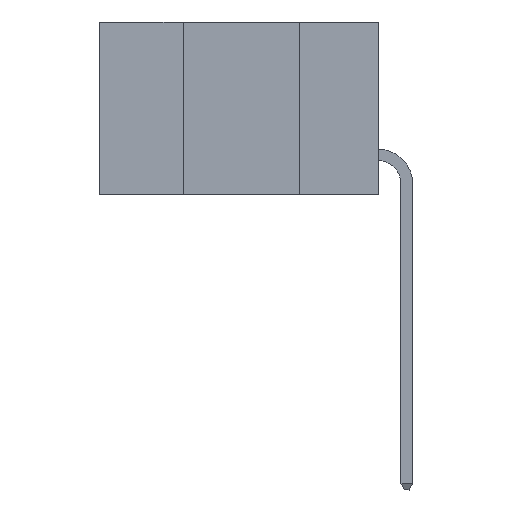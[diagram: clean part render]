
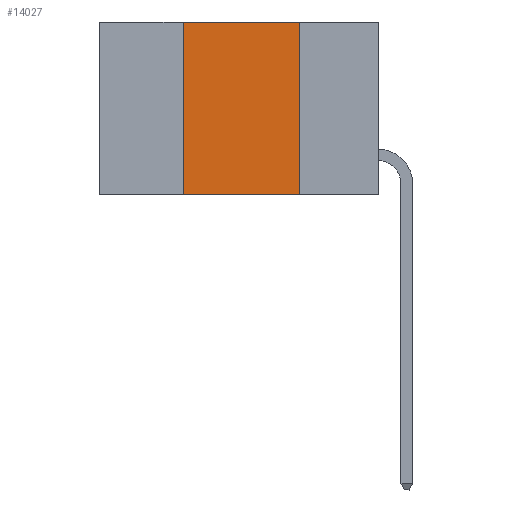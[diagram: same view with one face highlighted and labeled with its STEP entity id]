
A CAD part, left-side view. The second image highlights one B-rep face of the part: STEP entity #14027.
In plain terms, the highlighted planar face has unit normal (-1, 0, 0).
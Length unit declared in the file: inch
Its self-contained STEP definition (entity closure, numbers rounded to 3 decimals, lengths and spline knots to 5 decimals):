
#701 = CARTESIAN_POINT ( 'NONE',  ( 0., 0.17, 0. ) ) ;
#1606 = LINE ( 'NONE', #5529, #4785 ) ;
#2026 = DIRECTION ( 'NONE',  ( 0., 0., 1. ) ) ;
#2603 = VECTOR ( 'NONE', #2026, 39.37008 ) ;
#2740 = EDGE_CURVE ( 'NONE', #21566, #13829, #22469, .T. ) ;
#2884 = VERTEX_POINT ( 'NONE', #701 ) ;
#4108 = FACE_OUTER_BOUND ( 'NONE', #10069, .T. ) ;
#4324 = ORIENTED_EDGE ( 'NONE', *, *, #15040, .F. ) ;
#4743 = VECTOR ( 'NONE', #8291, 39.37008 ) ;
#4785 = VECTOR ( 'NONE', #18372, 39.37008 ) ;
#5251 = CARTESIAN_POINT ( 'NONE',  ( 0., 0.42, 0. ) ) ;
#5529 = CARTESIAN_POINT ( 'NONE',  ( 0., 0.6, 0. ) ) ;
#6506 = DIRECTION ( 'NONE',  ( 1., 0., 0. ) ) ;
#8291 = DIRECTION ( 'NONE',  ( 0., 0., -1. ) ) ;
#8523 = CARTESIAN_POINT ( 'NONE',  ( 0., 0.6, -0.37 ) ) ;
#9374 = VECTOR ( 'NONE', #19662, 39.37008 ) ;
#9585 = CARTESIAN_POINT ( 'NONE',  ( 0., 0.17, -0.37 ) ) ;
#10069 = EDGE_LOOP ( 'NONE', ( #20797, #20639, #4324, #13673 ) ) ;
#10135 = CARTESIAN_POINT ( 'NONE',  ( 0., 0.42, 0. ) ) ;
#10198 = DIRECTION ( 'NONE',  ( 0., 0., -1. ) ) ;
#11178 = EDGE_CURVE ( 'NONE', #12191, #2884, #1606, .T. ) ;
#11682 = AXIS2_PLACEMENT_3D ( 'NONE', #11998, #6506, #10198 ) ;
#11998 = CARTESIAN_POINT ( 'NONE',  ( 0., 0.6, 0. ) ) ;
#12191 = VERTEX_POINT ( 'NONE', #10135 ) ;
#12886 = EDGE_CURVE ( 'NONE', #2884, #13829, #15541, .T. ) ;
#13673 = ORIENTED_EDGE ( 'NONE', *, *, #2740, .T. ) ;
#13829 = VERTEX_POINT ( 'NONE', #9585 ) ;
#14027 = ADVANCED_FACE ( 'NONE', ( #4108 ), #15974, .F. ) ;
#15040 = EDGE_CURVE ( 'NONE', #21566, #12191, #21752, .T. ) ;
#15165 = CARTESIAN_POINT ( 'NONE',  ( 0., 0.42, -0.37 ) ) ;
#15541 = LINE ( 'NONE', #23222, #4743 ) ;
#15974 = PLANE ( 'NONE',  #11682 ) ;
#18372 = DIRECTION ( 'NONE',  ( 0., -1., 0. ) ) ;
#19662 = DIRECTION ( 'NONE',  ( 0., -1., 0. ) ) ;
#20639 = ORIENTED_EDGE ( 'NONE', *, *, #11178, .F. ) ;
#20797 = ORIENTED_EDGE ( 'NONE', *, *, #12886, .F. ) ;
#21566 = VERTEX_POINT ( 'NONE', #15165 ) ;
#21752 = LINE ( 'NONE', #5251, #2603 ) ;
#22469 = LINE ( 'NONE', #8523, #9374 ) ;
#23222 = CARTESIAN_POINT ( 'NONE',  ( 0., 0.17, 0. ) ) ;
